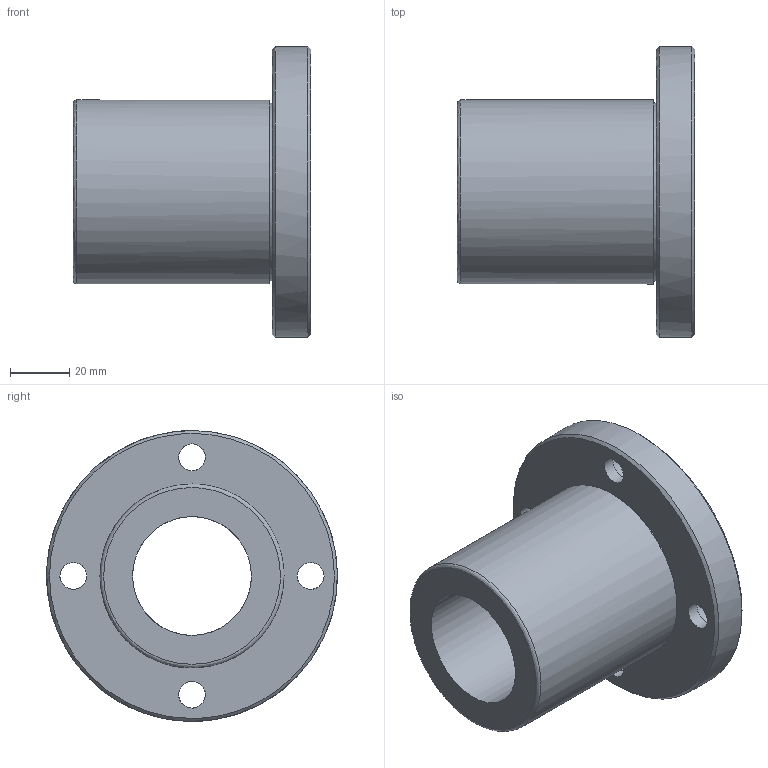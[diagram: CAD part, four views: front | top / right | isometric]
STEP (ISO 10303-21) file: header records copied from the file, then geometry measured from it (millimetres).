
FILE_DESCRIPTION ((), '1');
FILE_NAME ('FK10-040.stp', '2020-09-08T12:43:32', ('Unknown'), ('Unknown'), 'HarmonyWare STEP v2.0.5', 'Vectorworks', '');
FILE_SCHEMA (('CONFIG_CONTROL_DESIGN'));
Length unit declared in the file: millimetre
Products named in the file (1): NONE
Bounding box: 80 x 97.97 x 98 mm (x, y, z)
Volume: 192699.2 mm3; surface area: 41282.1 mm2
Topology: 1 solids, 1 shells, 23 faces, 89 edges, 74 vertices
Faces by surface type: bspline 23
Entity records: 2242 total; most frequent: CARTESIAN_POINT 1639, ORIENTED_EDGE 178, EDGE_CURVE 89, VERTEX_POINT 74, B_SPLINE_CURVE_WITH_KNOTS 60, EDGE_LOOP 39, FACE_OUTER_BOUND 23, ADVANCED_FACE 23
